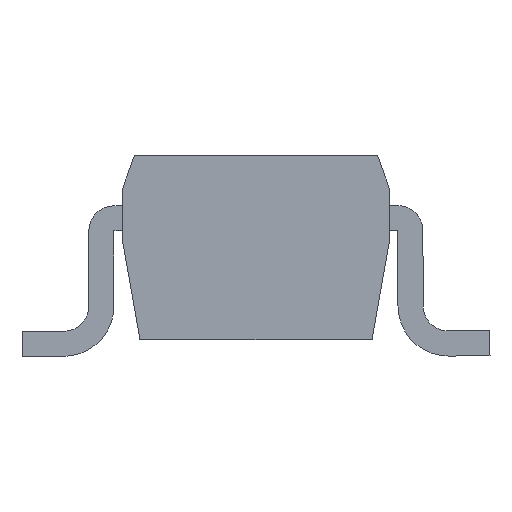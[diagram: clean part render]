
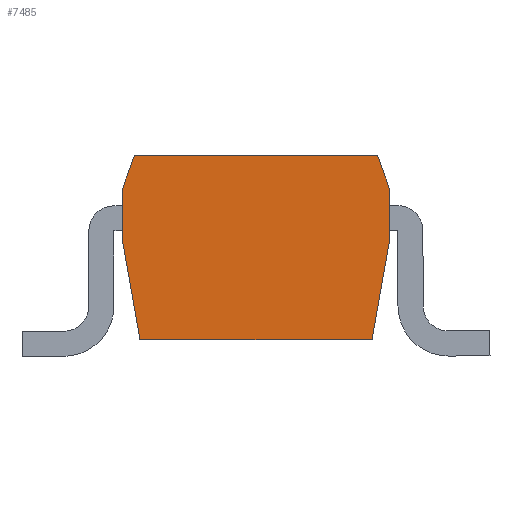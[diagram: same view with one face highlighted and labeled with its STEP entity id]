
A CAD part, left-side view. The second image highlights one B-rep face of the part: STEP entity #7485.
In plain terms, the highlighted planar face has unit normal (-1, 0, 0).
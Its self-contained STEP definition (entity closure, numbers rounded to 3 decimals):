
#599 = EDGE_CURVE ( 'NONE', #603, #722, #7740, .T. ) ;
#603 = VERTEX_POINT ( 'NONE', #7858 ) ;
#722 = VERTEX_POINT ( 'NONE', #8279 ) ;
#2471 = LINE ( 'NONE', #2513, #2512 ) ;
#2473 = DIRECTION ( 'NONE',  ( 0., 0., -1. ) ) ;
#2474 = VECTOR ( 'NONE', #2473, 1000. ) ;
#2475 = CARTESIAN_POINT ( 'NONE',  ( -1.45, -0.8, 1.2 ) ) ;
#2476 = LINE ( 'NONE', #2475, #2474 ) ;
#2511 = DIRECTION ( 'NONE',  ( 0., 0.342, -0.94 ) ) ;
#2512 = VECTOR ( 'NONE', #2511, 1000. ) ;
#2513 = CARTESIAN_POINT ( 'NONE',  ( -1.45, 0.727, 1.2 ) ) ;
#2590 = CARTESIAN_POINT ( 'NONE',  ( -1.45, 0.8, 1. ) ) ;
#2591 = DIRECTION ( 'NONE',  ( 0., 0., -1. ) ) ;
#2592 = VECTOR ( 'NONE', #2591, 1000. ) ;
#2593 = CARTESIAN_POINT ( 'NONE',  ( -1.45, 0.8, 1.2 ) ) ;
#2595 = LINE ( 'NONE', #2593, #2592 ) ;
#2602 = CARTESIAN_POINT ( 'NONE',  ( -1.45, -0.8, 1. ) ) ;
#4541 = DIRECTION ( 'NONE',  ( 0., 0.342, 0.94 ) ) ;
#4542 = VECTOR ( 'NONE', #4541, 1000. ) ;
#4543 = CARTESIAN_POINT ( 'NONE',  ( -1.45, -0.727, 1.2 ) ) ;
#4544 = LINE ( 'NONE', #4543, #4542 ) ;
#4603 = DIRECTION ( 'NONE',  ( 0., 1., 0. ) ) ;
#4604 = DIRECTION ( 'NONE',  ( 1., 0., 0. ) ) ;
#4605 = CARTESIAN_POINT ( 'NONE',  ( -1.45, 0.8, 1.2 ) ) ;
#4606 = AXIS2_PLACEMENT_3D ( 'NONE', #4605, #4604, #4603 ) ;
#4607 = PLANE ( 'NONE',  #4606 ) ;
#4623 = FACE_OUTER_BOUND ( 'NONE', #5657, .T. ) ;
#4640 = CARTESIAN_POINT ( 'NONE',  ( -1.45, -0.8, 0.7 ) ) ;
#4641 = DIRECTION ( 'NONE',  ( 0., -0.174, 0.985 ) ) ;
#4642 = VECTOR ( 'NONE', #4641, 1000. ) ;
#4643 = CARTESIAN_POINT ( 'NONE',  ( -1.45, -0.8, 0.7 ) ) ;
#4644 = LINE ( 'NONE', #4643, #4642 ) ;
#4645 = CARTESIAN_POINT ( 'NONE',  ( -1.45, -0.694, 0.1 ) ) ;
#4657 = DIRECTION ( 'NONE',  ( 0., -1., 0. ) ) ;
#4658 = VECTOR ( 'NONE', #4657, 1000. ) ;
#4659 = CARTESIAN_POINT ( 'NONE',  ( -1.45, 0.8, 0.1 ) ) ;
#4660 = LINE ( 'NONE', #4659, #4658 ) ;
#4944 = DIRECTION ( 'NONE',  ( 0., -0.174, -0.985 ) ) ;
#4945 = VECTOR ( 'NONE', #4944, 1000. ) ;
#4946 = CARTESIAN_POINT ( 'NONE',  ( -1.45, 0.8, 0.7 ) ) ;
#4947 = LINE ( 'NONE', #4946, #4945 ) ;
#4991 = CARTESIAN_POINT ( 'NONE',  ( -1.45, 0.8, 0.7 ) ) ;
#5082 = CARTESIAN_POINT ( 'NONE',  ( -1.45, 0.694, 0.1 ) ) ;
#5636 = EDGE_CURVE ( 'NONE', #603, #5668, #2471, .T. ) ;
#5638 = EDGE_CURVE ( 'NONE', #5661, #7496, #2476, .T. ) ;
#5641 = ORIENTED_EDGE ( 'NONE', *, *, #5638, .F. ) ;
#5643 = ORIENTED_EDGE ( 'NONE', *, *, #5636, .T. ) ;
#5657 = EDGE_LOOP ( 'NONE', ( #5658, #7566, #7490, #7494, #5641, #7476, #7478, #5643 ) ) ;
#5658 = ORIENTED_EDGE ( 'NONE', *, *, #5667, .T. ) ;
#5661 = VERTEX_POINT ( 'NONE', #2602 ) ;
#5667 = EDGE_CURVE ( 'NONE', #5668, #7565, #2595, .T. ) ;
#5668 = VERTEX_POINT ( 'NONE', #2590 ) ;
#7476 = ORIENTED_EDGE ( 'NONE', *, *, #7477, .T. ) ;
#7477 = EDGE_CURVE ( 'NONE', #5661, #722, #4544, .T. ) ;
#7478 = ORIENTED_EDGE ( 'NONE', *, *, #599, .F. ) ;
#7485 = ADVANCED_FACE ( 'NONE', ( #4623 ), #4607, .F. ) ;
#7490 = ORIENTED_EDGE ( 'NONE', *, *, #7492, .T. ) ;
#7492 = EDGE_CURVE ( 'NONE', #7568, #7493, #4660, .T. ) ;
#7493 = VERTEX_POINT ( 'NONE', #4645 ) ;
#7494 = ORIENTED_EDGE ( 'NONE', *, *, #7495, .T. ) ;
#7495 = EDGE_CURVE ( 'NONE', #7493, #7496, #4644, .T. ) ;
#7496 = VERTEX_POINT ( 'NONE', #4640 ) ;
#7565 = VERTEX_POINT ( 'NONE', #4991 ) ;
#7566 = ORIENTED_EDGE ( 'NONE', *, *, #7567, .T. ) ;
#7567 = EDGE_CURVE ( 'NONE', #7565, #7568, #4947, .T. ) ;
#7568 = VERTEX_POINT ( 'NONE', #5082 ) ;
#7694 = DIRECTION ( 'NONE',  ( 0., -1., 0. ) ) ;
#7695 = VECTOR ( 'NONE', #7694, 1000. ) ;
#7696 = CARTESIAN_POINT ( 'NONE',  ( -1.45, 0.8, 1.2 ) ) ;
#7740 = LINE ( 'NONE', #7696, #7695 ) ;
#7858 = CARTESIAN_POINT ( 'NONE',  ( -1.45, 0.727, 1.2 ) ) ;
#8279 = CARTESIAN_POINT ( 'NONE',  ( -1.45, -0.727, 1.2 ) ) ;
